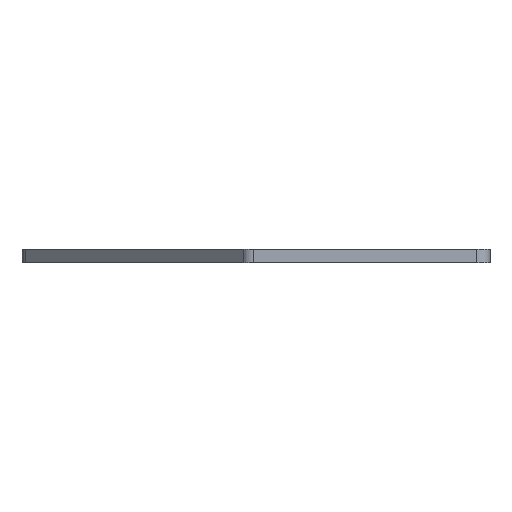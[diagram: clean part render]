
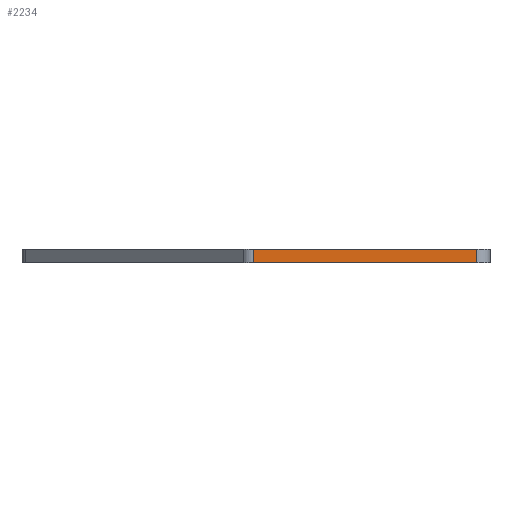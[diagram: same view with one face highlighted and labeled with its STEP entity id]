
A CAD part, front view. The second image highlights one B-rep face of the part: STEP entity #2234.
In plain terms, the highlighted planar face has unit normal (0, -1, 0).
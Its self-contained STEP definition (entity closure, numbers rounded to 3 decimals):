
#138 = VERTEX_POINT('',#139);
#139 = CARTESIAN_POINT('',(-55.,-90.,15.));
#146 = EDGE_CURVE('',#147,#138,#149,.T.);
#147 = VERTEX_POINT('',#148);
#148 = CARTESIAN_POINT('',(30.,-90.,15.));
#149 = LINE('',#150,#151);
#150 = CARTESIAN_POINT('',(30.,-90.,15.));
#151 = VECTOR('',#152,1.);
#152 = DIRECTION('',(-1.,0.,0.));
#984 = VERTEX_POINT('',#985);
#985 = CARTESIAN_POINT('',(-55.,-90.,20.));
#992 = EDGE_CURVE('',#993,#984,#995,.T.);
#993 = VERTEX_POINT('',#994);
#994 = CARTESIAN_POINT('',(30.,-90.,20.));
#995 = LINE('',#996,#997);
#996 = CARTESIAN_POINT('',(30.,-90.,20.));
#997 = VECTOR('',#998,1.);
#998 = DIRECTION('',(-1.,0.,0.));
#2206 = EDGE_CURVE('',#138,#984,#2207,.T.);
#2207 = LINE('',#2208,#2209);
#2208 = CARTESIAN_POINT('',(-55.,-90.,15.));
#2209 = VECTOR('',#2210,1.);
#2210 = DIRECTION('',(0.,0.,1.));
#2234 = ADVANCED_FACE('',(#2235),#2246,.T.);
#2235 = FACE_BOUND('',#2236,.T.);
#2236 = EDGE_LOOP('',(#2237,#2243,#2244,#2245));
#2237 = ORIENTED_EDGE('',*,*,#2238,.T.);
#2238 = EDGE_CURVE('',#147,#993,#2239,.T.);
#2239 = LINE('',#2240,#2241);
#2240 = CARTESIAN_POINT('',(30.,-90.,15.));
#2241 = VECTOR('',#2242,1.);
#2242 = DIRECTION('',(0.,0.,1.));
#2243 = ORIENTED_EDGE('',*,*,#992,.T.);
#2244 = ORIENTED_EDGE('',*,*,#2206,.F.);
#2245 = ORIENTED_EDGE('',*,*,#146,.F.);
#2246 = PLANE('',#2247);
#2247 = AXIS2_PLACEMENT_3D('',#2248,#2249,#2250);
#2248 = CARTESIAN_POINT('',(30.,-90.,15.));
#2249 = DIRECTION('',(0.,-1.,0.));
#2250 = DIRECTION('',(-1.,0.,0.));
